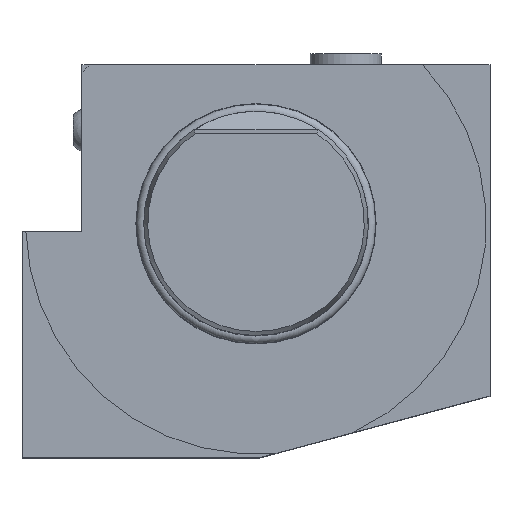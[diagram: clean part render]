
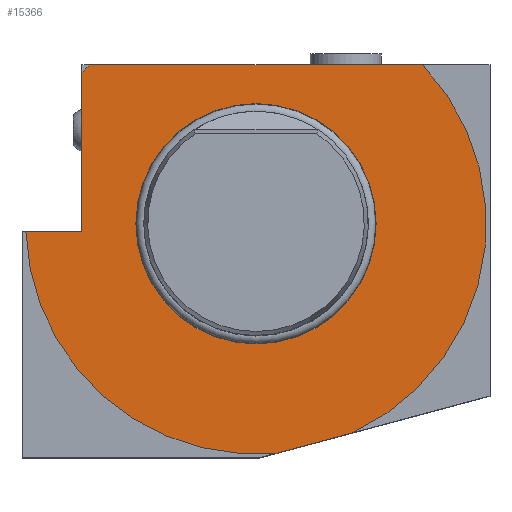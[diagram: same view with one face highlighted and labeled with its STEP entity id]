
A CAD part, top view. The second image highlights one B-rep face of the part: STEP entity #15366.
In plain terms, the highlighted planar face has unit normal (0, 0, 1).
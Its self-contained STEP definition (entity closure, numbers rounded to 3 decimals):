
#205 = CIRCLE ( 'NONE', #16391, 61.5 ) ;
#1007 = FACE_OUTER_BOUND ( 'NONE', #12585, .T. ) ;
#1265 = DIRECTION ( 'NONE',  ( 1., 0., 0. ) ) ;
#1783 = CARTESIAN_POINT ( 'NONE',  ( -46.5, 42.5, 0. ) ) ;
#1815 = ORIENTED_EDGE ( 'NONE', *, *, #2101, .T. ) ;
#2101 = EDGE_CURVE ( 'NONE', #13807, #6290, #14885, .T. ) ;
#2223 = VERTEX_POINT ( 'NONE', #12669 ) ;
#3517 = EDGE_LOOP ( 'NONE', ( #16241 ) ) ;
#3970 = DIRECTION ( 'NONE',  ( -1., 0., 0. ) ) ;
#4199 = CARTESIAN_POINT ( 'NONE',  ( 31.352, 0., 0. ) ) ;
#4215 = CARTESIAN_POINT ( 'NONE',  ( 62.5, 42.5, 0. ) ) ;
#4309 = DIRECTION ( 'NONE',  ( -1., 0., 0. ) ) ;
#4713 = ORIENTED_EDGE ( 'NONE', *, *, #18631, .T. ) ;
#4785 = ORIENTED_EDGE ( 'NONE', *, *, #16165, .T. ) ;
#5128 = CIRCLE ( 'NONE', #10001, 31.352 ) ;
#5313 = ORIENTED_EDGE ( 'NONE', *, *, #14699, .T. ) ;
#5547 = VERTEX_POINT ( 'NONE', #10415 ) ;
#5561 = DIRECTION ( 'NONE',  ( -1., 0., 0. ) ) ;
#5616 = DIRECTION ( 'NONE',  ( 1., 0., 0. ) ) ;
#5811 = DIRECTION ( 'NONE',  ( 0., 0., 1. ) ) ;
#5842 = CARTESIAN_POINT ( 'NONE',  ( 0., 0., 0. ) ) ;
#6006 = CARTESIAN_POINT ( 'NONE',  ( -46.5, -2., 0. ) ) ;
#6290 = VERTEX_POINT ( 'NONE', #6006 ) ;
#7089 = DIRECTION ( 'NONE',  ( -1., 0., 0. ) ) ;
#7202 = PLANE ( 'NONE',  #13157 ) ;
#7369 = DIRECTION ( 'NONE',  ( 0., 0., 1. ) ) ;
#8445 = CARTESIAN_POINT ( 'NONE',  ( -0.562, -9.035, 0. ) ) ;
#8493 = VERTEX_POINT ( 'NONE', #11409 ) ;
#8538 = FACE_BOUND ( 'NONE', #3517, .T. ) ;
#9019 = EDGE_CURVE ( 'NONE', #5547, #13563, #205, .T. ) ;
#9057 = EDGE_CURVE ( 'NONE', #18907, #2223, #11735, .T. ) ;
#9297 = CARTESIAN_POINT ( 'NONE',  ( 44.452, 42.5, 0. ) ) ;
#9409 = AXIS2_PLACEMENT_3D ( 'NONE', #14112, #17060, #3970 ) ;
#9828 = ORIENTED_EDGE ( 'NONE', *, *, #9057, .T. ) ;
#10001 = AXIS2_PLACEMENT_3D ( 'NONE', #18874, #5811, #5616 ) ;
#10415 = CARTESIAN_POINT ( 'NONE',  ( -61.467, -2., 0. ) ) ;
#10432 = VECTOR ( 'NONE', #10793, 1000. ) ;
#10557 = DIRECTION ( 'NONE',  ( 0., -1., 0. ) ) ;
#10793 = DIRECTION ( 'NONE',  ( -1., 0., 0. ) ) ;
#11053 = CARTESIAN_POINT ( 'NONE',  ( 0.921, -62.5, 0. ) ) ;
#11409 = CARTESIAN_POINT ( 'NONE',  ( 25.763, -55.844, 0. ) ) ;
#11584 = VECTOR ( 'NONE', #15590, 1000. ) ;
#11735 = LINE ( 'NONE', #4215, #12403 ) ;
#11997 = VECTOR ( 'NONE', #10557, 1000. ) ;
#12403 = VECTOR ( 'NONE', #7089, 1000. ) ;
#12585 = EDGE_LOOP ( 'NONE', ( #18892, #1815, #4785, #16187, #5313, #4713, #9828 ) ) ;
#12669 = CARTESIAN_POINT ( 'NONE',  ( -44.452, 42.5, 0. ) ) ;
#12806 = VERTEX_POINT ( 'NONE', #4199 ) ;
#12852 = EDGE_CURVE ( 'NONE', #12806, #12806, #5128, .T. ) ;
#13157 = AXIS2_PLACEMENT_3D ( 'NONE', #8445, #17417, #1265 ) ;
#13398 = LINE ( 'NONE', #18164, #10432 ) ;
#13495 = CARTESIAN_POINT ( 'NONE',  ( 5.61, -61.244, 0. ) ) ;
#13563 = VERTEX_POINT ( 'NONE', #13495 ) ;
#13807 = VERTEX_POINT ( 'NONE', #14258 ) ;
#13812 = EDGE_CURVE ( 'NONE', #2223, #13807, #17688, .T. ) ;
#13865 = LINE ( 'NONE', #11053, #11584 ) ;
#14112 = CARTESIAN_POINT ( 'NONE',  ( 0., 0., 0. ) ) ;
#14258 = CARTESIAN_POINT ( 'NONE',  ( -46.5, 40.249, 0. ) ) ;
#14353 = AXIS2_PLACEMENT_3D ( 'NONE', #5842, #15697, #5561 ) ;
#14699 = EDGE_CURVE ( 'NONE', #13563, #8493, #13865, .T. ) ;
#14885 = LINE ( 'NONE', #1783, #11997 ) ;
#15366 = ADVANCED_FACE ( 'NONE', ( #8538, #1007 ), #7202, .T. ) ;
#15590 = DIRECTION ( 'NONE',  ( 0.966, 0.259, 0. ) ) ;
#15697 = DIRECTION ( 'NONE',  ( 0., 0., 1. ) ) ;
#16165 = EDGE_CURVE ( 'NONE', #6290, #5547, #13398, .T. ) ;
#16187 = ORIENTED_EDGE ( 'NONE', *, *, #9019, .T. ) ;
#16241 = ORIENTED_EDGE ( 'NONE', *, *, #12852, .F. ) ;
#16391 = AXIS2_PLACEMENT_3D ( 'NONE', #17214, #7369, #4309 ) ;
#17060 = DIRECTION ( 'NONE',  ( 0., 0., 1. ) ) ;
#17214 = CARTESIAN_POINT ( 'NONE',  ( 0., 0., 0. ) ) ;
#17417 = DIRECTION ( 'NONE',  ( 0., 0., 1. ) ) ;
#17640 = CIRCLE ( 'NONE', #9409, 61.5 ) ;
#17688 = CIRCLE ( 'NONE', #14353, 61.5 ) ;
#18164 = CARTESIAN_POINT ( 'NONE',  ( -46.5, -2., 0. ) ) ;
#18631 = EDGE_CURVE ( 'NONE', #8493, #18907, #17640, .T. ) ;
#18874 = CARTESIAN_POINT ( 'NONE',  ( 0., 0., 0. ) ) ;
#18892 = ORIENTED_EDGE ( 'NONE', *, *, #13812, .T. ) ;
#18907 = VERTEX_POINT ( 'NONE', #9297 ) ;
